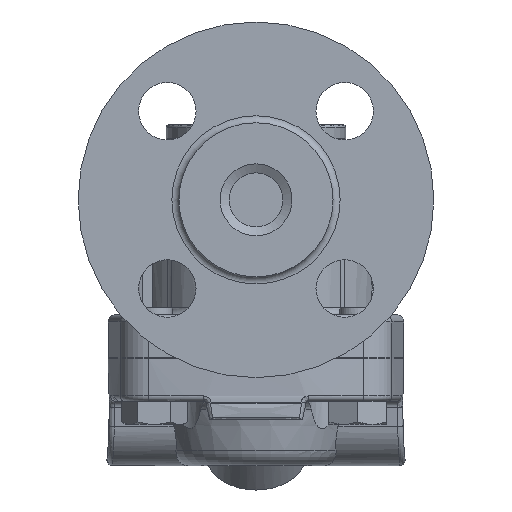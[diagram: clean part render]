
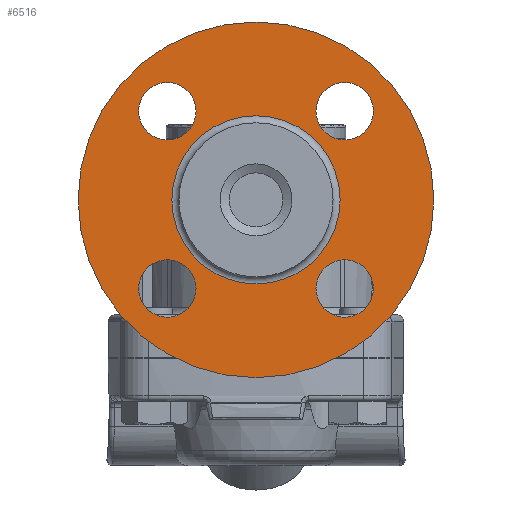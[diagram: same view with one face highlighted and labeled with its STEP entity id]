
A CAD part, left-side view. The second image highlights one B-rep face of the part: STEP entity #6516.
In plain terms, the highlighted planar face has unit normal (-1, 0, 0).
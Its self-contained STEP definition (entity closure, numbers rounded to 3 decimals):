
#535=FACE_BOUND('',#1777,.T.);
#536=FACE_BOUND('',#1778,.T.);
#537=FACE_BOUND('',#1779,.T.);
#538=FACE_BOUND('',#1780,.T.);
#539=FACE_BOUND('',#1781,.T.);
#572=PLANE('',#7000);
#1346=FACE_OUTER_BOUND('',#1776,.T.);
#1776=EDGE_LOOP('',(#4422,#4423));
#1777=EDGE_LOOP('',(#4424,#4425));
#1778=EDGE_LOOP('',(#4426,#4427));
#1779=EDGE_LOOP('',(#4428,#4429));
#1780=EDGE_LOOP('',(#4430,#4431));
#1781=EDGE_LOOP('',(#4432));
#2234=CIRCLE('',#6965,8.);
#2235=CIRCLE('',#6966,8.);
#2237=CIRCLE('',#6969,8.);
#2238=CIRCLE('',#6970,8.);
#2240=CIRCLE('',#6973,8.);
#2241=CIRCLE('',#6974,8.);
#2243=CIRCLE('',#6977,8.);
#2244=CIRCLE('',#6978,8.);
#2251=CIRCLE('',#6988,49.5);
#2252=CIRCLE('',#6989,49.5);
#2256=CIRCLE('',#6996,23.41);
#2649=VERTEX_POINT('',#9422);
#2650=VERTEX_POINT('',#9423);
#2652=VERTEX_POINT('',#9430);
#2653=VERTEX_POINT('',#9431);
#2655=VERTEX_POINT('',#9438);
#2656=VERTEX_POINT('',#9439);
#2658=VERTEX_POINT('',#9446);
#2659=VERTEX_POINT('',#9447);
#2666=VERTEX_POINT('',#9467);
#2667=VERTEX_POINT('',#9469);
#2670=VERTEX_POINT('',#9481);
#3302=EDGE_CURVE('',#2649,#2650,#2234,.T.);
#3303=EDGE_CURVE('',#2650,#2649,#2235,.T.);
#3306=EDGE_CURVE('',#2652,#2653,#2237,.T.);
#3307=EDGE_CURVE('',#2653,#2652,#2238,.T.);
#3310=EDGE_CURVE('',#2655,#2656,#2240,.T.);
#3311=EDGE_CURVE('',#2656,#2655,#2241,.T.);
#3314=EDGE_CURVE('',#2658,#2659,#2243,.T.);
#3315=EDGE_CURVE('',#2659,#2658,#2244,.T.);
#3325=EDGE_CURVE('',#2667,#2666,#2251,.T.);
#3326=EDGE_CURVE('',#2666,#2667,#2252,.T.);
#3331=EDGE_CURVE('',#2670,#2670,#2256,.T.);
#4422=ORIENTED_EDGE('',*,*,#3325,.T.);
#4423=ORIENTED_EDGE('',*,*,#3326,.T.);
#4424=ORIENTED_EDGE('',*,*,#3302,.T.);
#4425=ORIENTED_EDGE('',*,*,#3303,.T.);
#4426=ORIENTED_EDGE('',*,*,#3306,.T.);
#4427=ORIENTED_EDGE('',*,*,#3307,.T.);
#4428=ORIENTED_EDGE('',*,*,#3310,.T.);
#4429=ORIENTED_EDGE('',*,*,#3311,.T.);
#4430=ORIENTED_EDGE('',*,*,#3314,.T.);
#4431=ORIENTED_EDGE('',*,*,#3315,.T.);
#4432=ORIENTED_EDGE('',*,*,#3331,.T.);
#6516=ADVANCED_FACE('',(#1346,#535,#536,#537,#538,#539),#572,.F.);
#6965=AXIS2_PLACEMENT_3D('',#9424,#7716,#7717);
#6966=AXIS2_PLACEMENT_3D('',#9425,#7718,#7719);
#6969=AXIS2_PLACEMENT_3D('',#9432,#7725,#7726);
#6970=AXIS2_PLACEMENT_3D('',#9433,#7727,#7728);
#6973=AXIS2_PLACEMENT_3D('',#9440,#7734,#7735);
#6974=AXIS2_PLACEMENT_3D('',#9441,#7736,#7737);
#6977=AXIS2_PLACEMENT_3D('',#9448,#7743,#7744);
#6978=AXIS2_PLACEMENT_3D('',#9449,#7745,#7746);
#6988=AXIS2_PLACEMENT_3D('',#9470,#7768,#7769);
#6989=AXIS2_PLACEMENT_3D('',#9471,#7770,#7771);
#6996=AXIS2_PLACEMENT_3D('',#9482,#7785,#7786);
#7000=AXIS2_PLACEMENT_3D('',#9488,#7793,#7794);
#7716=DIRECTION('center_axis',(1.,0.,0.));
#7717=DIRECTION('ref_axis',(0.,1.,0.));
#7718=DIRECTION('center_axis',(1.,0.,0.));
#7719=DIRECTION('ref_axis',(0.,1.,0.));
#7725=DIRECTION('center_axis',(1.,0.,0.));
#7726=DIRECTION('ref_axis',(0.,0.,
1.));
#7727=DIRECTION('center_axis',(1.,0.,0.));
#7728=DIRECTION('ref_axis',(0.,0.,
1.));
#7734=DIRECTION('center_axis',(1.,0.,0.));
#7735=DIRECTION('ref_axis',(0.,-1.,0.));
#7736=DIRECTION('center_axis',(1.,0.,0.));
#7737=DIRECTION('ref_axis',(0.,-1.,0.));
#7743=DIRECTION('center_axis',(1.,0.,0.));
#7744=DIRECTION('ref_axis',(0.,0.,-1.));
#7745=DIRECTION('center_axis',(1.,0.,0.));
#7746=DIRECTION('ref_axis',(0.,0.,-1.));
#7768=DIRECTION('center_axis',(-1.,0.,0.));
#7769=DIRECTION('ref_axis',(0.,0.,1.));
#7770=DIRECTION('center_axis',(-1.,0.,0.));
#7771=DIRECTION('ref_axis',(0.,0.,1.));
#7785=DIRECTION('center_axis',(1.,0.,0.));
#7786=DIRECTION('ref_axis',(0.,0.,
1.));
#7793=DIRECTION('center_axis',(1.,0.,0.));
#7794=DIRECTION('ref_axis',(0.,0.,-1.));
#9422=CARTESIAN_POINT('',(-92.9,-16.678,68.678));
#9423=CARTESIAN_POINT('',(-92.9,-32.678,68.678));
#9424=CARTESIAN_POINT('Origin',(-92.9,-24.678,68.678));
#9425=CARTESIAN_POINT('Origin',(-92.9,-24.678,68.678));
#9430=CARTESIAN_POINT('',(-92.9,-24.678,27.322));
#9431=CARTESIAN_POINT('',(-92.9,-24.678,11.322));
#9432=CARTESIAN_POINT('Origin',(-92.9,-24.678,19.322));
#9433=CARTESIAN_POINT('Origin',(-92.9,-24.678,19.322));
#9438=CARTESIAN_POINT('',(-92.9,16.678,19.322));
#9439=CARTESIAN_POINT('',(-92.9,32.678,19.322));
#9440=CARTESIAN_POINT('Origin',(-92.9,24.678,19.322));
#9441=CARTESIAN_POINT('Origin',(-92.9,24.678,19.322));
#9446=CARTESIAN_POINT('',(-92.9,24.678,60.678));
#9447=CARTESIAN_POINT('',(-92.9,24.678,76.678));
#9448=CARTESIAN_POINT('Origin',(-92.9,24.678,68.678));
#9449=CARTESIAN_POINT('Origin',(-92.9,24.678,68.678));
#9467=CARTESIAN_POINT('',(-92.9,0.,-5.5));
#9469=CARTESIAN_POINT('',(-92.9,0.,93.5));
#9470=CARTESIAN_POINT('Origin',(-92.9,0.,44.));
#9471=CARTESIAN_POINT('Origin',(-92.9,0.,44.));
#9481=CARTESIAN_POINT('',(-92.9,0.,20.59));
#9482=CARTESIAN_POINT('Origin',(-92.9,0.,44.));
#9488=CARTESIAN_POINT('Origin',(-92.9,0.,79.475));
